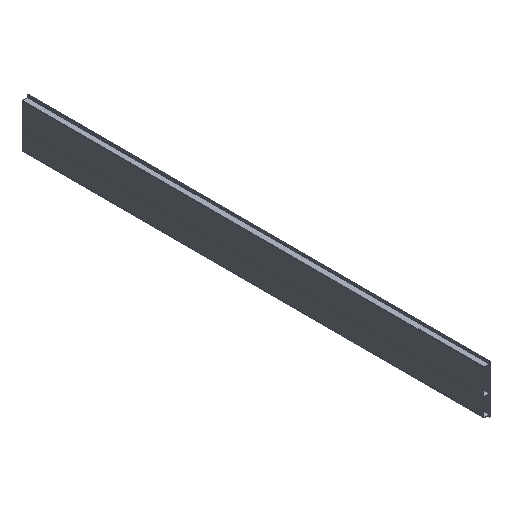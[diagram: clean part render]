
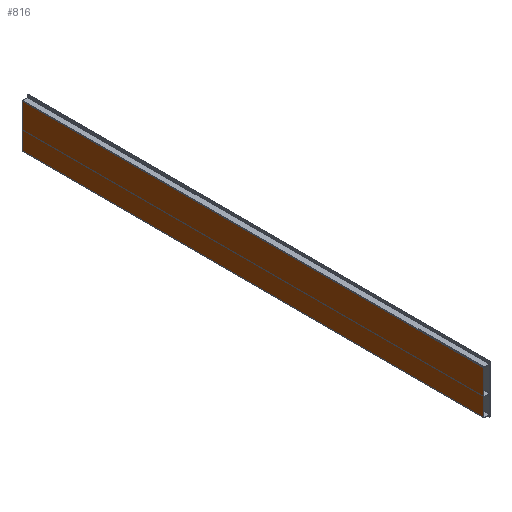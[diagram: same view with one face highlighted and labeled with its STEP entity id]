
A CAD part, isometric view. The second image highlights one B-rep face of the part: STEP entity #816.
In plain terms, the highlighted face is planar.
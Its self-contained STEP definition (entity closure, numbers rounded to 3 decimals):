
#92 = VECTOR ( 'NONE', #1013, 1000. ) ;
#99 = DIRECTION ( 'NONE',  ( 0., 0., 1. ) ) ;
#193 = VERTEX_POINT ( 'NONE', #1120 ) ;
#244 = PLANE ( 'NONE',  #941 ) ;
#257 = DIRECTION ( 'NONE',  ( 0., 1., 0. ) ) ;
#281 = CARTESIAN_POINT ( 'NONE',  ( -93., 26., 1000. ) ) ;
#334 = ORIENTED_EDGE ( 'NONE', *, *, #1259, .F. ) ;
#344 = EDGE_LOOP ( 'NONE', ( #334, #1021, #1939, #1475 ) ) ;
#383 = CARTESIAN_POINT ( 'NONE',  ( -93., 26., -1000. ) ) ;
#388 = CARTESIAN_POINT ( 'NONE',  ( 95., 26., 1000. ) ) ;
#401 = FACE_OUTER_BOUND ( 'NONE', #344, .T. ) ;
#665 = CARTESIAN_POINT ( 'NONE',  ( 93., 26., 1000. ) ) ;
#718 = CARTESIAN_POINT ( 'NONE',  ( -95., 26., 1000. ) ) ;
#802 = LINE ( 'NONE', #1919, #1701 ) ;
#805 = VECTOR ( 'NONE', #1452, 1000. ) ;
#816 = ADVANCED_FACE ( 'NONE', ( #401 ), #244, .T. ) ;
#904 = VERTEX_POINT ( 'NONE', #1568 ) ;
#910 = LINE ( 'NONE', #1231, #1618 ) ;
#941 = AXIS2_PLACEMENT_3D ( 'NONE', #718, #257, #99 ) ;
#1013 = DIRECTION ( 'NONE',  ( 1., 0., 0. ) ) ;
#1018 = EDGE_CURVE ( 'NONE', #193, #904, #1281, .T. ) ;
#1021 = ORIENTED_EDGE ( 'NONE', *, *, #1405, .F. ) ;
#1063 = DIRECTION ( 'NONE',  ( 1., 0., 0. ) ) ;
#1120 = CARTESIAN_POINT ( 'NONE',  ( 93., 26., 1000. ) ) ;
#1231 = CARTESIAN_POINT ( 'NONE',  ( -95., 26., -1000. ) ) ;
#1259 = EDGE_CURVE ( 'NONE', #1970, #904, #910, .T. ) ;
#1281 = LINE ( 'NONE', #665, #805 ) ;
#1405 = EDGE_CURVE ( 'NONE', #1630, #1970, #802, .T. ) ;
#1433 = DIRECTION ( 'NONE',  ( 0., 0., -1. ) ) ;
#1452 = DIRECTION ( 'NONE',  ( 0., 0., -1. ) ) ;
#1475 = ORIENTED_EDGE ( 'NONE', *, *, #1018, .T. ) ;
#1560 = EDGE_CURVE ( 'NONE', #1630, #193, #1793, .T. ) ;
#1568 = CARTESIAN_POINT ( 'NONE',  ( 93., 26., -1000. ) ) ;
#1618 = VECTOR ( 'NONE', #1063, 1000. ) ;
#1630 = VERTEX_POINT ( 'NONE', #281 ) ;
#1701 = VECTOR ( 'NONE', #1433, 1000. ) ;
#1793 = LINE ( 'NONE', #388, #92 ) ;
#1919 = CARTESIAN_POINT ( 'NONE',  ( -93., 26., 1000. ) ) ;
#1939 = ORIENTED_EDGE ( 'NONE', *, *, #1560, .T. ) ;
#1970 = VERTEX_POINT ( 'NONE', #383 ) ;
